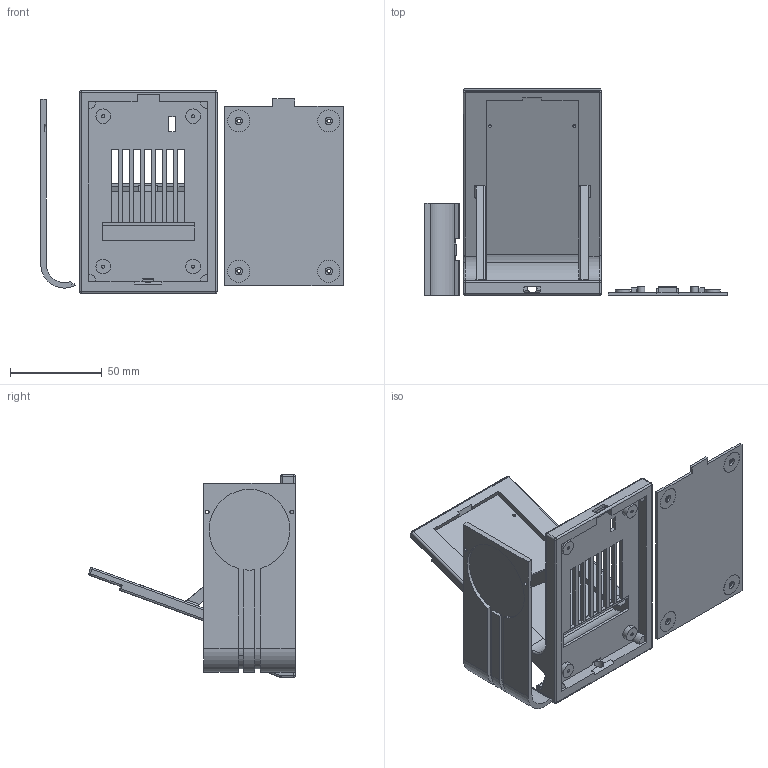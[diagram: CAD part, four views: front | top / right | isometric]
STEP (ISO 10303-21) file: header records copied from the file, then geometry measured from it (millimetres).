
FILE_DESCRIPTION (( 'STEP AP203' ), '1' );
FILE_NAME ('蚾饜极湖荂.STEP', '2024-05-30T05:39:17', ( '' ), ( '' ), 'SwSTEP 2.0', 'SolidWorks 2022', '' );
FILE_SCHEMA (( 'CONFIG_CONTROL_DESIGN' ));
Length unit declared in the file: millimetre
Products named in the file (4): 支架零件; 底板; 装配体打印; IP支架
Assembly tree (3 placements, depth 2):
  装配体打印
    底板
    支架零件
    IP支架
Bounding box: 164.79 x 112.62 x 110.5 mm (x, y, z)
Volume: 95162 mm3; surface area: 68650 mm2
Topology: 3 solids, 3 shells, 460 faces, 1200 edges, 753 vertices
Faces by surface type: plane 220, cylinder 162, bspline 45, sphere 22, torus 11
Entity records: 15722 total; most frequent: CARTESIAN_POINT 4281, ORIENTED_EDGE 2354, DIRECTION 2193, EDGE_CURVE 1177, VECTOR 749, LINE 749, VERTEX_POINT 748, AXIS2_PLACEMENT_3D 722
